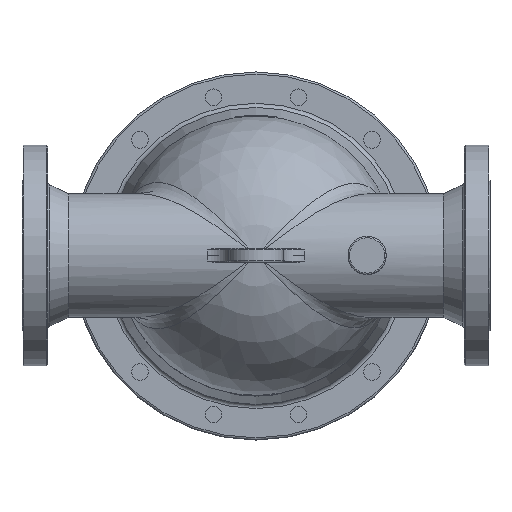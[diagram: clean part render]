
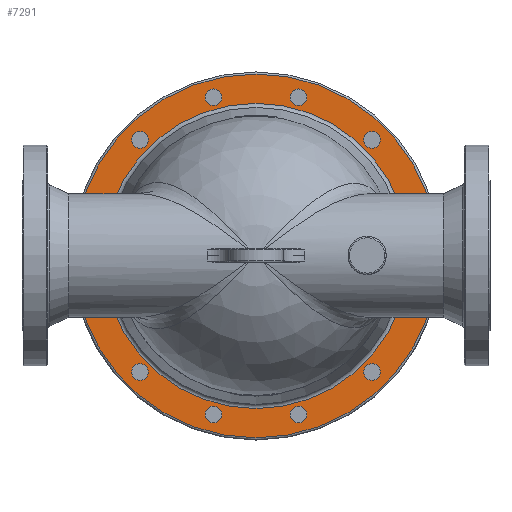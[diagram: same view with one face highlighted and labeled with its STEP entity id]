
A CAD part, top view. The second image highlights one B-rep face of the part: STEP entity #7291.
In plain terms, the highlighted planar face has unit normal (0, 0, 1).
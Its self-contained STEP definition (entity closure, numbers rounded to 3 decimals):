
#280=FACE_BOUND('',#1609,.T.);
#281=FACE_BOUND('',#1610,.T.);
#282=FACE_BOUND('',#1611,.T.);
#283=FACE_BOUND('',#1612,.T.);
#284=FACE_BOUND('',#1613,.T.);
#285=FACE_BOUND('',#1614,.T.);
#286=FACE_BOUND('',#1615,.T.);
#287=FACE_BOUND('',#1616,.T.);
#288=FACE_BOUND('',#1617,.T.);
#289=FACE_BOUND('',#1618,.T.);
#290=FACE_BOUND('',#1619,.T.);
#291=FACE_BOUND('',#1620,.T.);
#292=FACE_BOUND('',#1621,.T.);
#760=PLANE('',#7959);
#1129=FACE_OUTER_BOUND('',#1608,.T.);
#1608=EDGE_LOOP('',(#6291));
#1609=EDGE_LOOP('',(#6292));
#1610=EDGE_LOOP('',(#6293));
#1611=EDGE_LOOP('',(#6294));
#1612=EDGE_LOOP('',(#6295));
#1613=EDGE_LOOP('',(#6296));
#1614=EDGE_LOOP('',(#6297));
#1615=EDGE_LOOP('',(#6298));
#1616=EDGE_LOOP('',(#6299));
#1617=EDGE_LOOP('',(#6300));
#1618=EDGE_LOOP('',(#6301));
#1619=EDGE_LOOP('',(#6302));
#1620=EDGE_LOOP('',(#6303));
#1621=EDGE_LOOP('',(#6304));
#2534=CIRCLE('',#7395,12.);
#2538=CIRCLE('',#7402,12.);
#2542=CIRCLE('',#7409,12.);
#2546=CIRCLE('',#7416,12.);
#2550=CIRCLE('',#7423,12.);
#2554=CIRCLE('',#7430,12.);
#2558=CIRCLE('',#7437,12.);
#2562=CIRCLE('',#7444,12.);
#2566=CIRCLE('',#7451,12.);
#2570=CIRCLE('',#7458,12.);
#2574=CIRCLE('',#7465,12.);
#2666=CIRCLE('',#7714,12.);
#2789=CIRCLE('',#7958,219.761);
#2790=CIRCLE('',#7960,262.);
#2939=VERTEX_POINT('',#10141);
#2943=VERTEX_POINT('',#10154);
#2947=VERTEX_POINT('',#10167);
#2951=VERTEX_POINT('',#10180);
#2955=VERTEX_POINT('',#10193);
#2959=VERTEX_POINT('',#10206);
#2963=VERTEX_POINT('',#10219);
#2967=VERTEX_POINT('',#10232);
#2971=VERTEX_POINT('',#10245);
#2975=VERTEX_POINT('',#10258);
#2979=VERTEX_POINT('',#10271);
#3203=VERTEX_POINT('',#11274);
#3479=VERTEX_POINT('',#22578);
#3480=VERTEX_POINT('',#22582);
#3639=EDGE_CURVE('',#2939,#2939,#2534,.T.);
#3645=EDGE_CURVE('',#2943,#2943,#2538,.T.);
#3651=EDGE_CURVE('',#2947,#2947,#2542,.T.);
#3657=EDGE_CURVE('',#2951,#2951,#2546,.T.);
#3663=EDGE_CURVE('',#2955,#2955,#2550,.T.);
#3669=EDGE_CURVE('',#2959,#2959,#2554,.T.);
#3675=EDGE_CURVE('',#2963,#2963,#2558,.T.);
#3681=EDGE_CURVE('',#2967,#2967,#2562,.T.);
#3687=EDGE_CURVE('',#2971,#2971,#2566,.T.);
#3693=EDGE_CURVE('',#2975,#2975,#2570,.T.);
#3699=EDGE_CURVE('',#2979,#2979,#2574,.T.);
#4057=EDGE_CURVE('',#3203,#3203,#2666,.T.);
#4478=EDGE_CURVE('',#3479,#3479,#2789,.T.);
#4479=EDGE_CURVE('',#3480,#3480,#2790,.T.);
#6291=ORIENTED_EDGE('',*,*,#4479,.F.);
#6292=ORIENTED_EDGE('',*,*,#3639,.T.);
#6293=ORIENTED_EDGE('',*,*,#3645,.T.);
#6294=ORIENTED_EDGE('',*,*,#3651,.T.);
#6295=ORIENTED_EDGE('',*,*,#3657,.T.);
#6296=ORIENTED_EDGE('',*,*,#3663,.T.);
#6297=ORIENTED_EDGE('',*,*,#3669,.T.);
#6298=ORIENTED_EDGE('',*,*,#3675,.T.);
#6299=ORIENTED_EDGE('',*,*,#3681,.T.);
#6300=ORIENTED_EDGE('',*,*,#3687,.T.);
#6301=ORIENTED_EDGE('',*,*,#3693,.T.);
#6302=ORIENTED_EDGE('',*,*,#3699,.T.);
#6303=ORIENTED_EDGE('',*,*,#4057,.T.);
#6304=ORIENTED_EDGE('',*,*,#4478,.F.);
#7291=ADVANCED_FACE('',(#1129,#280,#281,#282,#283,#284,#285,#286,#287,#288,
#289,#290,#291,#292),#760,.F.);
#7395=AXIS2_PLACEMENT_3D('',#10143,#8191,#8192);
#7402=AXIS2_PLACEMENT_3D('',#10156,#8207,#8208);
#7409=AXIS2_PLACEMENT_3D('',#10169,#8223,#8224);
#7416=AXIS2_PLACEMENT_3D('',#10182,#8239,#8240);
#7423=AXIS2_PLACEMENT_3D('',#10195,#8255,#8256);
#7430=AXIS2_PLACEMENT_3D('',#10208,#8271,#8272);
#7437=AXIS2_PLACEMENT_3D('',#10221,#8287,#8288);
#7444=AXIS2_PLACEMENT_3D('',#10234,#8303,#8304);
#7451=AXIS2_PLACEMENT_3D('',#10247,#8319,#8320);
#7458=AXIS2_PLACEMENT_3D('',#10260,#8335,#8336);
#7465=AXIS2_PLACEMENT_3D('',#10273,#8351,#8352);
#7714=AXIS2_PLACEMENT_3D('',#11276,#8983,#8984);
#7958=AXIS2_PLACEMENT_3D('',#22580,#9633,#9634);
#7959=AXIS2_PLACEMENT_3D('',#22581,#9635,#9636);
#7960=AXIS2_PLACEMENT_3D('',#22583,#9637,#9638);
#8191=DIRECTION('center_axis',(0.,0.,-1.));
#8192=DIRECTION('ref_axis',(0.866,-0.5,0.));
#8207=DIRECTION('center_axis',(0.,0.,-1.));
#8208=DIRECTION('ref_axis',(0.5,-0.866,0.));
#8223=DIRECTION('center_axis',(0.,0.,-1.));
#8224=DIRECTION('ref_axis',(0.,-1.,0.));
#8239=DIRECTION('center_axis',(0.,0.,-1.));
#8240=DIRECTION('ref_axis',(-0.5,-0.866,0.));
#8255=DIRECTION('center_axis',(0.,0.,-1.));
#8256=DIRECTION('ref_axis',(-0.866,-0.5,0.));
#8271=DIRECTION('center_axis',(0.,0.,-1.));
#8272=DIRECTION('ref_axis',(-1.,0.,0.));
#8287=DIRECTION('center_axis',(0.,0.,-1.));
#8288=DIRECTION('ref_axis',(-0.866,0.5,0.));
#8303=DIRECTION('center_axis',(0.,0.,-1.));
#8304=DIRECTION('ref_axis',(-0.5,0.866,0.));
#8319=DIRECTION('center_axis',(0.,0.,-1.));
#8320=DIRECTION('ref_axis',(0.,1.,0.));
#8335=DIRECTION('center_axis',(0.,0.,-1.));
#8336=DIRECTION('ref_axis',(0.5,0.866,0.));
#8351=DIRECTION('center_axis',(0.,0.,-1.));
#8352=DIRECTION('ref_axis',(0.866,0.5,0.));
#8983=DIRECTION('center_axis',(0.,0.,-1.));
#8984=DIRECTION('ref_axis',(1.,0.,0.));
#9633=DIRECTION('center_axis',(0.,0.,1.));
#9634=DIRECTION('ref_axis',(-1.,0.,0.));
#9635=DIRECTION('center_axis',(0.,0.,-1.));
#9636=DIRECTION('ref_axis',(-1.,0.,0.));
#9637=DIRECTION('center_axis',(0.,0.,-1.));
#9638=DIRECTION('ref_axis',(-1.,0.,0.));
#10141=CARTESIAN_POINT('',(-177.623,173.231,45.));
#10143=CARTESIAN_POINT('Origin',(-167.231,167.231,45.));
#10154=CARTESIAN_POINT('',(-67.211,238.834,45.));
#10156=CARTESIAN_POINT('Origin',(-61.211,228.441,45.));
#10167=CARTESIAN_POINT('',(61.211,240.441,45.));
#10169=CARTESIAN_POINT('Origin',(61.211,228.441,45.));
#10180=CARTESIAN_POINT('',(173.231,177.623,45.));
#10182=CARTESIAN_POINT('Origin',(167.231,167.231,45.));
#10193=CARTESIAN_POINT('',(238.834,67.211,45.));
#10195=CARTESIAN_POINT('Origin',(228.441,61.211,45.));
#10206=CARTESIAN_POINT('',(240.441,-61.211,45.));
#10208=CARTESIAN_POINT('Origin',(228.441,-61.211,45.));
#10219=CARTESIAN_POINT('',(177.623,-173.231,45.));
#10221=CARTESIAN_POINT('Origin',(167.231,-167.231,45.));
#10232=CARTESIAN_POINT('',(67.211,-238.834,45.));
#10234=CARTESIAN_POINT('Origin',(61.211,-228.441,45.));
#10245=CARTESIAN_POINT('',(-61.211,-240.441,45.));
#10247=CARTESIAN_POINT('Origin',(-61.211,-228.441,45.));
#10258=CARTESIAN_POINT('',(-173.231,-177.623,45.));
#10260=CARTESIAN_POINT('Origin',(-167.231,-167.231,45.));
#10271=CARTESIAN_POINT('',(-238.834,-67.211,45.));
#10273=CARTESIAN_POINT('Origin',(-228.441,-61.211,45.));
#11274=CARTESIAN_POINT('',(-240.441,61.211,45.));
#11276=CARTESIAN_POINT('Origin',(-228.441,61.211,45.));
#22578=CARTESIAN_POINT('',(219.761,0.,45.));
#22580=CARTESIAN_POINT('Origin',(0.,0.,45.));
#22581=CARTESIAN_POINT('Origin',(0.,0.,45.));
#22582=CARTESIAN_POINT('',(262.,0.,45.));
#22583=CARTESIAN_POINT('Origin',(0.,0.,45.));
